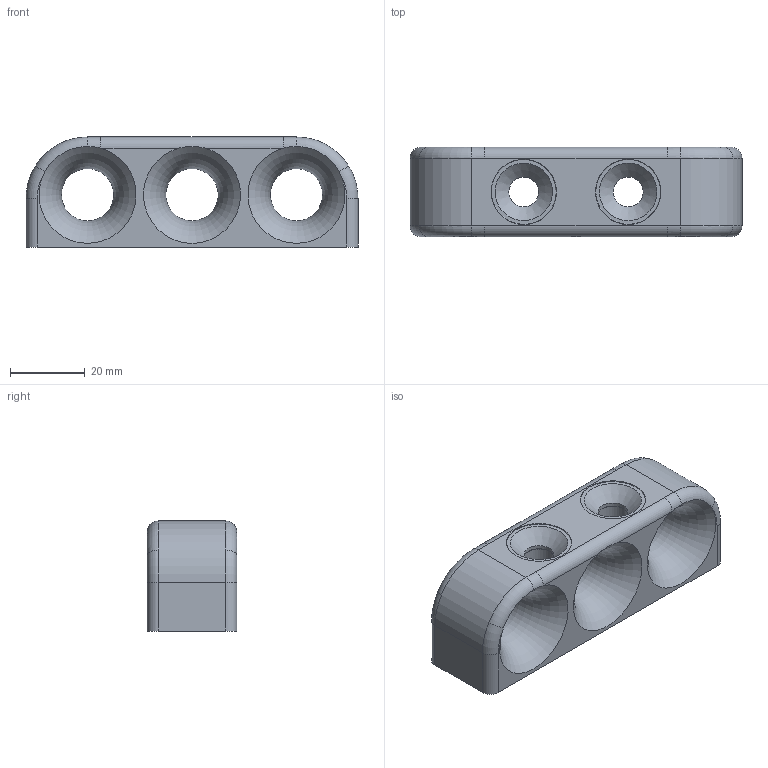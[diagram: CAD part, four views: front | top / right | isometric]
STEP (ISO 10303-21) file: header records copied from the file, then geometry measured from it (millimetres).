
FILE_DESCRIPTION(/* description */ (''),/* implementation_level */ '2;1');
FILE_NAME(/* name */ 'R3.14.stp',/* time_stamp */ '2019-02-12T16:36:32+01:00',/* author */ ('giulio'),/* organization */ (''),/* preprocessor_version */ 'ST-DEVELOPER v16.5',/* originating_system */ 'Autodesk Inventor 2017',/* authorisation */ '');
FILE_SCHEMA (('AUTOMOTIVE_DESIGN { 1 0 10303 214 3 1 1 }'));
Length unit declared in the file: millimetre
Products named in the file (3): R3.14; R3.14_1; Boccola viti testa svasata 8 (gialla)
Assembly tree (3 placements, depth 2):
  R3.14
    R3.14_1
    Boccola viti testa svasata 8 (gialla)  x2
Bounding box: 89 x 24 x 29.5 mm (x, y, z)
Volume: 37915.3 mm3; surface area: 13951 mm2
Topology: 3 solids, 3 shells, 49 faces, 115 edges, 68 vertices
Faces by surface type: cylinder 20, plane 12, torus 11, cone 6
Full cylindrical faces by diameter (mm): 8 x2, 8.2 x2, 9.8 x2, 10 x2
Entity records: 1405 total; most frequent: CARTESIAN_POINT 271, DIRECTION 232, ORIENTED_EDGE 184, AXIS2_PLACEMENT_3D 103, EDGE_CURVE 92, EDGE_LOOP 64, VERTEX_POINT 62, CIRCLE 54
